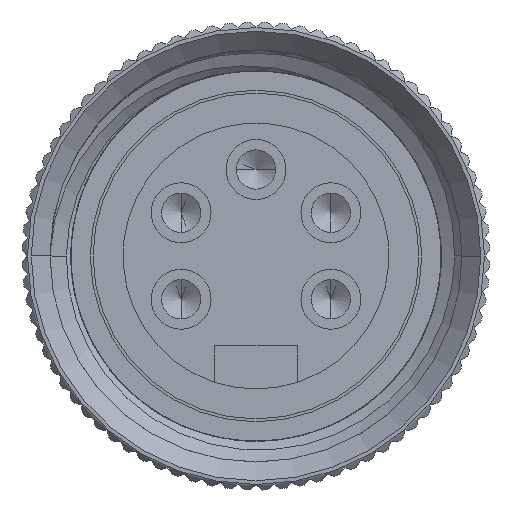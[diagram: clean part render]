
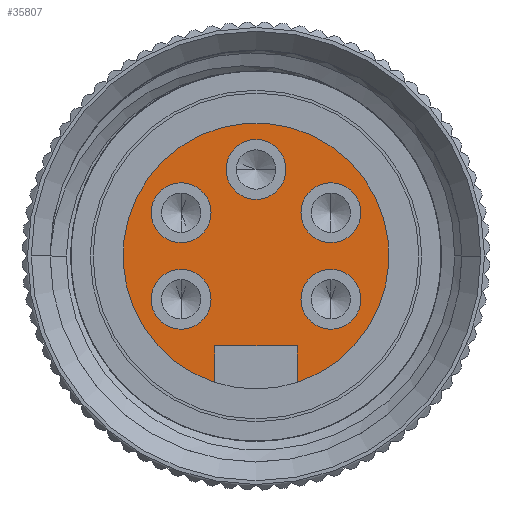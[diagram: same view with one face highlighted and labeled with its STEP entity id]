
A CAD part, left-side view. The second image highlights one B-rep face of the part: STEP entity #35807.
In plain terms, the highlighted planar face has unit normal (-1, 0, 0).
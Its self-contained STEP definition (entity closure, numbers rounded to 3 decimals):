
#62 = DIRECTION ( 'NONE',  ( 0., 0., 1. ) ) ;
#152 = EDGE_LOOP ( 'NONE', ( #34034, #18462 ) ) ;
#859 = ORIENTED_EDGE ( 'NONE', *, *, #33902, .T. ) ;
#1262 = LINE ( 'NONE', #29526, #8451 ) ;
#1299 = ORIENTED_EDGE ( 'NONE', *, *, #34038, .T. ) ;
#1476 = CIRCLE ( 'NONE', #15660, 1.6 ) ;
#1884 = DIRECTION ( 'NONE',  ( 0., 0., 1. ) ) ;
#2107 = VERTEX_POINT ( 'NONE', #25309 ) ;
#2642 = CARTESIAN_POINT ( 'NONE',  ( -18.1, -2.2, -4.8 ) ) ;
#3221 = AXIS2_PLACEMENT_3D ( 'NONE', #12025, #31558, #14743 ) ;
#3233 = CARTESIAN_POINT ( 'NONE',  ( -18.1, 0., 3.02 ) ) ;
#3310 = EDGE_CURVE ( 'NONE', #10298, #19726, #10209, .T. ) ;
#3628 = AXIS2_PLACEMENT_3D ( 'NONE', #11840, #31380, #14577 ) ;
#4050 = ORIENTED_EDGE ( 'NONE', *, *, #4122, .T. ) ;
#4122 = EDGE_CURVE ( 'NONE', #24992, #8954, #7189, .T. ) ;
#4727 = ORIENTED_EDGE ( 'NONE', *, *, #22338, .T. ) ;
#5287 = ORIENTED_EDGE ( 'NONE', *, *, #21394, .T. ) ;
#5746 = AXIS2_PLACEMENT_3D ( 'NONE', #24717, #8081, #27506 ) ;
#5851 = FACE_BOUND ( 'NONE', #35085, .T. ) ;
#5953 = EDGE_CURVE ( 'NONE', #24751, #26714, #10687, .T. ) ;
#6334 = CARTESIAN_POINT ( 'NONE',  ( -18.1, 0., 4.62 ) ) ;
#6458 = AXIS2_PLACEMENT_3D ( 'NONE', #27446, #10759, #30274 ) ;
#7189 = LINE ( 'NONE', #10994, #22785 ) ;
#7390 = EDGE_CURVE ( 'NONE', #25408, #12771, #21941, .T. ) ;
#7942 = CIRCLE ( 'NONE', #8987, 1.6 ) ;
#8081 = DIRECTION ( 'NONE',  ( 1., 0., 0. ) ) ;
#8449 = CARTESIAN_POINT ( 'NONE',  ( -18.1, 4., -3.91 ) ) ;
#8451 = VECTOR ( 'NONE', #23887, 1000. ) ;
#8954 = VERTEX_POINT ( 'NONE', #33149 ) ;
#8987 = AXIS2_PLACEMENT_3D ( 'NONE', #27398, #10713, #30221 ) ;
#8998 = ORIENTED_EDGE ( 'NONE', *, *, #29766, .F. ) ;
#9030 = EDGE_CURVE ( 'NONE', #12885, #2107, #30671, .T. ) ;
#9073 = DIRECTION ( 'NONE',  ( 0., 0., 1. ) ) ;
#10209 = CIRCLE ( 'NONE', #23469, 1.6 ) ;
#10298 = VERTEX_POINT ( 'NONE', #18185 ) ;
#10626 = EDGE_LOOP ( 'NONE', ( #4727, #14334 ) ) ;
#10687 = CIRCLE ( 'NONE', #33093, 1.6 ) ;
#10713 = DIRECTION ( 'NONE',  ( 1., 0., 0. ) ) ;
#10759 = DIRECTION ( 'NONE',  ( 1., 0., 0. ) ) ;
#10838 = DIRECTION ( 'NONE',  ( 0., 0., -1. ) ) ;
#10868 = DIRECTION ( 'NONE',  ( 1., 0., 0. ) ) ;
#10994 = CARTESIAN_POINT ( 'NONE',  ( -18.1, -2.2, -6.751 ) ) ;
#11422 = EDGE_CURVE ( 'NONE', #12771, #25408, #29000, .T. ) ;
#11521 = DIRECTION ( 'NONE',  ( 1., 0., 0. ) ) ;
#11810 = CARTESIAN_POINT ( 'NONE',  ( -18.1, 0., 6.22 ) ) ;
#11840 = CARTESIAN_POINT ( 'NONE',  ( -18.1, 0., 4.62 ) ) ;
#12025 = CARTESIAN_POINT ( 'NONE',  ( -18.1, 4., 2.31 ) ) ;
#12609 = ORIENTED_EDGE ( 'NONE', *, *, #33584, .T. ) ;
#12771 = VERTEX_POINT ( 'NONE', #8449 ) ;
#12885 = VERTEX_POINT ( 'NONE', #14982 ) ;
#12897 = VECTOR ( 'NONE', #62, 1000. ) ;
#13071 = FACE_BOUND ( 'NONE', #28663, .T. ) ;
#13358 = VERTEX_POINT ( 'NONE', #11810 ) ;
#13673 = ORIENTED_EDGE ( 'NONE', *, *, #3310, .T. ) ;
#14334 = ORIENTED_EDGE ( 'NONE', *, *, #9030, .T. ) ;
#14577 = DIRECTION ( 'NONE',  ( 0., 0., 1. ) ) ;
#14743 = DIRECTION ( 'NONE',  ( 0., 0., 1. ) ) ;
#14838 = VERTEX_POINT ( 'NONE', #34120 ) ;
#14982 = CARTESIAN_POINT ( 'NONE',  ( -18.1, 4., 0.71 ) ) ;
#15660 = AXIS2_PLACEMENT_3D ( 'NONE', #27561, #10868, #30406 ) ;
#15978 = AXIS2_PLACEMENT_3D ( 'NONE', #28235, #11521, #31054 ) ;
#16384 = AXIS2_PLACEMENT_3D ( 'NONE', #34963, #18220, #1884 ) ;
#16387 = CARTESIAN_POINT ( 'NONE',  ( -18.1, 2.2, 0. ) ) ;
#17173 = EDGE_CURVE ( 'NONE', #19726, #10298, #7942, .T. ) ;
#17187 = CARTESIAN_POINT ( 'NONE',  ( -18.1, -4., 0.71 ) ) ;
#17994 = CARTESIAN_POINT ( 'NONE',  ( -18.1, 2.2, -6.751 ) ) ;
#18185 = CARTESIAN_POINT ( 'NONE',  ( -18.1, -4., 3.91 ) ) ;
#18220 = DIRECTION ( 'NONE',  ( 1., 0., 0. ) ) ;
#18316 = DIRECTION ( 'NONE',  ( 0., 0., 1. ) ) ;
#18462 = ORIENTED_EDGE ( 'NONE', *, *, #11422, .T. ) ;
#19061 = VERTEX_POINT ( 'NONE', #17994 ) ;
#19625 = FACE_BOUND ( 'NONE', #35249, .T. ) ;
#19726 = VERTEX_POINT ( 'NONE', #17187 ) ;
#20483 = FACE_BOUND ( 'NONE', #10626, .T. ) ;
#21204 = LINE ( 'NONE', #16387, #12897 ) ;
#21394 = EDGE_CURVE ( 'NONE', #32395, #13358, #26495, .T. ) ;
#21941 = CIRCLE ( 'NONE', #15978, 1.6 ) ;
#22338 = EDGE_CURVE ( 'NONE', #2107, #12885, #1476, .T. ) ;
#22387 = CIRCLE ( 'NONE', #5746, 7.1 ) ;
#22785 = VECTOR ( 'NONE', #10838, 1000. ) ;
#23039 = EDGE_CURVE ( 'NONE', #19061, #14838, #21204, .T. ) ;
#23469 = AXIS2_PLACEMENT_3D ( 'NONE', #30058, #30013, #29892 ) ;
#23710 = DIRECTION ( 'NONE',  ( 1., 0., 0. ) ) ;
#23885 = PLANE ( 'NONE',  #28565 ) ;
#23887 = DIRECTION ( 'NONE',  ( 0., -1., 0. ) ) ;
#24717 = CARTESIAN_POINT ( 'NONE',  ( -18.1, 0., 0. ) ) ;
#24751 = VERTEX_POINT ( 'NONE', #28360 ) ;
#24875 = EDGE_LOOP ( 'NONE', ( #4050, #8998, #31124, #1299 ) ) ;
#24992 = VERTEX_POINT ( 'NONE', #2642 ) ;
#25309 = CARTESIAN_POINT ( 'NONE',  ( -18.1, 4., 3.91 ) ) ;
#25408 = VERTEX_POINT ( 'NONE', #31792 ) ;
#25699 = DIRECTION ( 'NONE',  ( 1., 0., 0. ) ) ;
#26495 = CIRCLE ( 'NONE', #3628, 1.6 ) ;
#26714 = VERTEX_POINT ( 'NONE', #31221 ) ;
#27072 = FACE_BOUND ( 'NONE', #152, .T. ) ;
#27398 = CARTESIAN_POINT ( 'NONE',  ( -18.1, -4., 2.31 ) ) ;
#27446 = CARTESIAN_POINT ( 'NONE',  ( -18.1, -4., -2.31 ) ) ;
#27506 = DIRECTION ( 'NONE',  ( 0., 0., -1. ) ) ;
#27561 = CARTESIAN_POINT ( 'NONE',  ( -18.1, 4., 2.31 ) ) ;
#28235 = CARTESIAN_POINT ( 'NONE',  ( -18.1, 4., -2.31 ) ) ;
#28360 = CARTESIAN_POINT ( 'NONE',  ( -18.1, -4., -3.91 ) ) ;
#28482 = CIRCLE ( 'NONE', #6458, 1.6 ) ;
#28565 = AXIS2_PLACEMENT_3D ( 'NONE', #32303, #35079, #18316 ) ;
#28663 = EDGE_LOOP ( 'NONE', ( #12609, #29993 ) ) ;
#28779 = AXIS2_PLACEMENT_3D ( 'NONE', #6334, #25699, #9073 ) ;
#29000 = CIRCLE ( 'NONE', #16384, 1.6 ) ;
#29518 = DIRECTION ( 'NONE',  ( 0., 0., 1. ) ) ;
#29526 = CARTESIAN_POINT ( 'NONE',  ( -18.1, 0., -4.8 ) ) ;
#29766 = EDGE_CURVE ( 'NONE', #19061, #8954, #22387, .T. ) ;
#29892 = DIRECTION ( 'NONE',  ( 0., 0., 1. ) ) ;
#29993 = ORIENTED_EDGE ( 'NONE', *, *, #5953, .T. ) ;
#30013 = DIRECTION ( 'NONE',  ( 1., 0., 0. ) ) ;
#30058 = CARTESIAN_POINT ( 'NONE',  ( -18.1, -4., 2.31 ) ) ;
#30221 = DIRECTION ( 'NONE',  ( 0., 0., 1. ) ) ;
#30274 = DIRECTION ( 'NONE',  ( 0., 0., 1. ) ) ;
#30406 = DIRECTION ( 'NONE',  ( 0., 0., 1. ) ) ;
#30671 = CIRCLE ( 'NONE', #3221, 1.6 ) ;
#31054 = DIRECTION ( 'NONE',  ( 0., 0., 1. ) ) ;
#31124 = ORIENTED_EDGE ( 'NONE', *, *, #23039, .T. ) ;
#31221 = CARTESIAN_POINT ( 'NONE',  ( -18.1, -4., -0.71 ) ) ;
#31380 = DIRECTION ( 'NONE',  ( 1., 0., 0. ) ) ;
#31541 = CARTESIAN_POINT ( 'NONE',  ( -18.1, -4., -2.31 ) ) ;
#31558 = DIRECTION ( 'NONE',  ( 1., 0., 0. ) ) ;
#31792 = CARTESIAN_POINT ( 'NONE',  ( -18.1, 4., -0.71 ) ) ;
#32303 = CARTESIAN_POINT ( 'NONE',  ( -18.1, 0., 0. ) ) ;
#32395 = VERTEX_POINT ( 'NONE', #3233 ) ;
#33093 = AXIS2_PLACEMENT_3D ( 'NONE', #31541, #23710, #29518 ) ;
#33149 = CARTESIAN_POINT ( 'NONE',  ( -18.1, -2.2, -6.751 ) ) ;
#33261 = CIRCLE ( 'NONE', #28779, 1.6 ) ;
#33584 = EDGE_CURVE ( 'NONE', #26714, #24751, #28482, .T. ) ;
#33902 = EDGE_CURVE ( 'NONE', #13358, #32395, #33261, .T. ) ;
#34034 = ORIENTED_EDGE ( 'NONE', *, *, #7390, .T. ) ;
#34038 = EDGE_CURVE ( 'NONE', #14838, #24992, #1262, .T. ) ;
#34120 = CARTESIAN_POINT ( 'NONE',  ( -18.1, 2.2, -4.8 ) ) ;
#34464 = FACE_OUTER_BOUND ( 'NONE', #24875, .T. ) ;
#34963 = CARTESIAN_POINT ( 'NONE',  ( -18.1, 4., -2.31 ) ) ;
#35079 = DIRECTION ( 'NONE',  ( -1., 0., 0. ) ) ;
#35085 = EDGE_LOOP ( 'NONE', ( #859, #5287 ) ) ;
#35249 = EDGE_LOOP ( 'NONE', ( #13673, #35626 ) ) ;
#35626 = ORIENTED_EDGE ( 'NONE', *, *, #17173, .T. ) ;
#35807 = ADVANCED_FACE ( 'NONE', ( #34464, #27072, #20483, #5851, #13071, #19625 ), #23885, .T. ) ;
